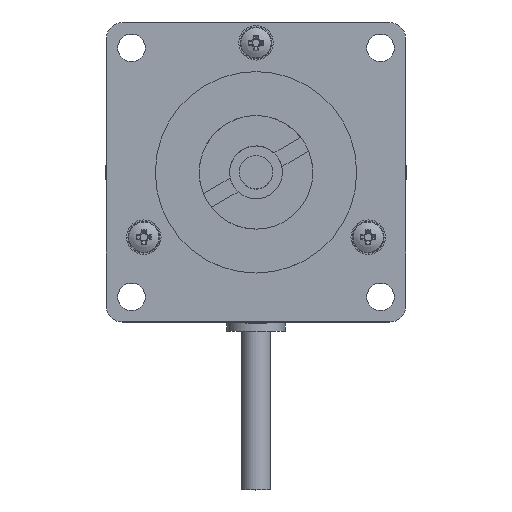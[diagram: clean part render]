
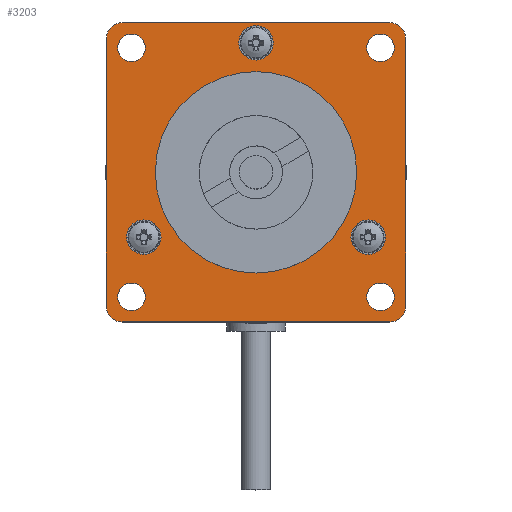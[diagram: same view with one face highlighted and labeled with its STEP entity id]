
A CAD part, top view. The second image highlights one B-rep face of the part: STEP entity #3203.
In plain terms, the highlighted planar face has unit normal (0, 0, 1).
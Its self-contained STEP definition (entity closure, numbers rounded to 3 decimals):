
#173=LINE('',#4928,#348);
#176=LINE('',#4936,#351);
#179=LINE('',#4944,#354);
#181=LINE('',#4950,#356);
#348=VECTOR('',#3952,10.);
#351=VECTOR('',#3961,10.);
#354=VECTOR('',#3970,10.);
#356=VECTOR('',#3978,10.);
#547=FACE_BOUND('',#793,.T.);
#548=FACE_BOUND('',#794,.T.);
#549=FACE_BOUND('',#795,.T.);
#550=FACE_BOUND('',#796,.T.);
#551=FACE_BOUND('',#797,.T.);
#552=FACE_BOUND('',#798,.T.);
#553=FACE_BOUND('',#799,.T.);
#554=FACE_BOUND('',#800,.T.);
#599=FACE_OUTER_BOUND('',#792,.T.);
#792=EDGE_LOOP('',(#2098,#2099,#2100,#2101,#2102,#2103,#2104,#2105));
#793=EDGE_LOOP('',(#2106,#2107));
#794=EDGE_LOOP('',(#2108,#2109));
#795=EDGE_LOOP('',(#2110,#2111));
#796=EDGE_LOOP('',(#2112));
#797=EDGE_LOOP('',(#2113));
#798=EDGE_LOOP('',(#2114));
#799=EDGE_LOOP('',(#2115));
#800=EDGE_LOOP('',(#2116));
#963=CIRCLE('',#3384,3.25);
#964=CIRCLE('',#3385,3.25);
#969=CIRCLE('',#3393,3.25);
#970=CIRCLE('',#3394,3.25);
#975=CIRCLE('',#3402,3.25);
#976=CIRCLE('',#3403,3.25);
#995=CIRCLE('',#3432,19.05);
#997=CIRCLE('',#3437,2.6);
#998=CIRCLE('',#3439,2.6);
#999=CIRCLE('',#3441,2.6);
#1000=CIRCLE('',#3443,2.6);
#1001=CIRCLE('',#3445,3.);
#1002=CIRCLE('',#3448,3.);
#1003=CIRCLE('',#3451,3.);
#1004=CIRCLE('',#3454,3.);
#1181=VERTEX_POINT('',#4795);
#1182=VERTEX_POINT('',#4796);
#1187=VERTEX_POINT('',#4812);
#1188=VERTEX_POINT('',#4813);
#1193=VERTEX_POINT('',#4829);
#1194=VERTEX_POINT('',#4830);
#1217=VERTEX_POINT('',#4895);
#1219=VERTEX_POINT('',#4904);
#1220=VERTEX_POINT('',#4908);
#1221=VERTEX_POINT('',#4912);
#1222=VERTEX_POINT('',#4916);
#1223=VERTEX_POINT('',#4920);
#1224=VERTEX_POINT('',#4922);
#1225=VERTEX_POINT('',#4926);
#1226=VERTEX_POINT('',#4930);
#1227=VERTEX_POINT('',#4934);
#1228=VERTEX_POINT('',#4938);
#1229=VERTEX_POINT('',#4942);
#1230=VERTEX_POINT('',#4946);
#1496=EDGE_CURVE('',#1181,#1182,#963,.T.);
#1497=EDGE_CURVE('',#1182,#1181,#964,.T.);
#1504=EDGE_CURVE('',#1187,#1188,#969,.T.);
#1505=EDGE_CURVE('',#1188,#1187,#970,.T.);
#1512=EDGE_CURVE('',#1193,#1194,#975,.T.);
#1513=EDGE_CURVE('',#1194,#1193,#976,.T.);
#1545=EDGE_CURVE('',#1217,#1217,#995,.T.);
#1548=EDGE_CURVE('',#1219,#1219,#997,.T.);
#1550=EDGE_CURVE('',#1220,#1220,#998,.T.);
#1552=EDGE_CURVE('',#1221,#1221,#999,.T.);
#1554=EDGE_CURVE('',#1222,#1222,#1000,.T.);
#1557=EDGE_CURVE('',#1223,#1224,#1001,.T.);
#1560=EDGE_CURVE('',#1225,#1223,#173,.T.);
#1562=EDGE_CURVE('',#1226,#1225,#1002,.T.);
#1564=EDGE_CURVE('',#1227,#1226,#176,.T.);
#1566=EDGE_CURVE('',#1228,#1227,#1003,.T.);
#1568=EDGE_CURVE('',#1229,#1228,#179,.T.);
#1570=EDGE_CURVE('',#1230,#1229,#1004,.T.);
#1571=EDGE_CURVE('',#1224,#1230,#181,.T.);
#2098=ORIENTED_EDGE('',*,*,#1571,.F.);
#2099=ORIENTED_EDGE('',*,*,#1557,.F.);
#2100=ORIENTED_EDGE('',*,*,#1560,.F.);
#2101=ORIENTED_EDGE('',*,*,#1562,.F.);
#2102=ORIENTED_EDGE('',*,*,#1564,.F.);
#2103=ORIENTED_EDGE('',*,*,#1566,.F.);
#2104=ORIENTED_EDGE('',*,*,#1568,.F.);
#2105=ORIENTED_EDGE('',*,*,#1570,.F.);
#2106=ORIENTED_EDGE('',*,*,#1496,.T.);
#2107=ORIENTED_EDGE('',*,*,#1497,.T.);
#2108=ORIENTED_EDGE('',*,*,#1504,.T.);
#2109=ORIENTED_EDGE('',*,*,#1505,.T.);
#2110=ORIENTED_EDGE('',*,*,#1512,.T.);
#2111=ORIENTED_EDGE('',*,*,#1513,.T.);
#2112=ORIENTED_EDGE('',*,*,#1545,.T.);
#2113=ORIENTED_EDGE('',*,*,#1548,.T.);
#2114=ORIENTED_EDGE('',*,*,#1550,.T.);
#2115=ORIENTED_EDGE('',*,*,#1552,.T.);
#2116=ORIENTED_EDGE('',*,*,#1554,.T.);
#2905=PLANE('',#3456);
#3203=ADVANCED_FACE('',(#599,#547,#548,#549,#550,#551,#552,#553,#554),#2905,
 .T.);
#3384=AXIS2_PLACEMENT_3D('',#4797,#3801,#3802);
#3385=AXIS2_PLACEMENT_3D('',#4798,#3803,#3804);
#3393=AXIS2_PLACEMENT_3D('',#4814,#3821,#3822);
#3394=AXIS2_PLACEMENT_3D('',#4815,#3823,#3824);
#3402=AXIS2_PLACEMENT_3D('',#4831,#3841,#3842);
#3403=AXIS2_PLACEMENT_3D('',#4832,#3843,#3844);
#3432=AXIS2_PLACEMENT_3D('',#4897,#3914,#3915);
#3437=AXIS2_PLACEMENT_3D('',#4905,#3925,#3926);
#3439=AXIS2_PLACEMENT_3D('',#4909,#3930,#3931);
#3441=AXIS2_PLACEMENT_3D('',#4913,#3935,#3936);
#3443=AXIS2_PLACEMENT_3D('',#4917,#3940,#3941);
#3445=AXIS2_PLACEMENT_3D('',#4923,#3946,#3947);
#3448=AXIS2_PLACEMENT_3D('',#4932,#3956,#3957);
#3451=AXIS2_PLACEMENT_3D('',#4940,#3965,#3966);
#3454=AXIS2_PLACEMENT_3D('',#4948,#3974,#3975);
#3456=AXIS2_PLACEMENT_3D('',#4951,#3979,#3980);
#3801=DIRECTION('center_axis',(0.,0.,-1.));
#3802=DIRECTION('ref_axis',(1.,0.,0.));
#3803=DIRECTION('center_axis',(0.,0.,-1.));
#3804=DIRECTION('ref_axis',(1.,0.,0.));
#3821=DIRECTION('center_axis',(0.,0.,-1.));
#3822=DIRECTION('ref_axis',(1.,0.,0.));
#3823=DIRECTION('center_axis',(0.,0.,-1.));
#3824=DIRECTION('ref_axis',(1.,0.,0.));
#3841=DIRECTION('center_axis',(0.,0.,-1.));
#3842=DIRECTION('ref_axis',(1.,0.,0.));
#3843=DIRECTION('center_axis',(0.,0.,-1.));
#3844=DIRECTION('ref_axis',(1.,0.,0.));
#3914=DIRECTION('center_axis',(0.,0.,-1.));
#3915=DIRECTION('ref_axis',(-1.,0.,0.));
#3925=DIRECTION('center_axis',(0.,0.,-1.));
#3926=DIRECTION('ref_axis',(-1.,0.,0.));
#3930=DIRECTION('center_axis',(0.,0.,-1.));
#3931=DIRECTION('ref_axis',(-1.,0.,0.));
#3935=DIRECTION('center_axis',(0.,0.,-1.));
#3936=DIRECTION('ref_axis',(-1.,0.,0.));
#3940=DIRECTION('center_axis',(0.,0.,-1.));
#3941=DIRECTION('ref_axis',(-1.,0.,0.));
#3946=DIRECTION('center_axis',(0.,0.,-1.));
#3947=DIRECTION('ref_axis',(0.,-1.,0.));
#3952=DIRECTION('',(0.,1.,0.));
#3956=DIRECTION('center_axis',(0.,0.,-1.));
#3957=DIRECTION('ref_axis',(1.,0.,0.));
#3961=DIRECTION('',(-1.,0.,0.));
#3965=DIRECTION('center_axis',(0.,0.,-1.));
#3966=DIRECTION('ref_axis',(0.,1.,0.));
#3970=DIRECTION('',(0.,-1.,0.));
#3974=DIRECTION('center_axis',(0.,0.,-1.));
#3975=DIRECTION('ref_axis',(-1.,0.,0.));
#3978=DIRECTION('',(1.,0.,0.));
#3979=DIRECTION('center_axis',(0.,0.,1.));
#3980=DIRECTION('ref_axis',(1.,0.,0.));
#4795=CARTESIAN_POINT('',(24.468,-12.25,0.));
#4796=CARTESIAN_POINT('',(17.968,-12.25,0.));
#4797=CARTESIAN_POINT('Origin',(21.218,-12.25,0.));
#4798=CARTESIAN_POINT('Origin',(21.218,-12.25,0.));
#4812=CARTESIAN_POINT('',(-17.968,-12.25,0.));
#4813=CARTESIAN_POINT('',(-24.468,-12.25,0.));
#4814=CARTESIAN_POINT('Origin',(-21.218,-12.25,0.));
#4815=CARTESIAN_POINT('Origin',(-21.218,-12.25,0.));
#4829=CARTESIAN_POINT('',(3.25,24.5,0.));
#4830=CARTESIAN_POINT('',(-3.25,24.5,0.));
#4831=CARTESIAN_POINT('Origin',(0.,24.5,0.));
#4832=CARTESIAN_POINT('Origin',(0.,24.5,0.));
#4895=CARTESIAN_POINT('',(19.05,0.,0.));
#4897=CARTESIAN_POINT('Origin',(0.,0.,0.));
#4904=CARTESIAN_POINT('',(26.15,-23.55,0.));
#4905=CARTESIAN_POINT('Origin',(23.55,-23.55,0.));
#4908=CARTESIAN_POINT('',(26.15,23.55,0.));
#4909=CARTESIAN_POINT('Origin',(23.55,23.55,0.));
#4912=CARTESIAN_POINT('',(-20.95,23.55,0.));
#4913=CARTESIAN_POINT('Origin',(-23.55,23.55,0.));
#4916=CARTESIAN_POINT('',(-20.95,-23.55,0.));
#4917=CARTESIAN_POINT('Origin',(-23.55,-23.55,0.));
#4920=CARTESIAN_POINT('',(-28.3,25.3,0.));
#4922=CARTESIAN_POINT('',(-25.3,28.3,0.));
#4923=CARTESIAN_POINT('Origin',(-25.3,25.3,0.));
#4926=CARTESIAN_POINT('',(-28.3,-25.3,0.));
#4928=CARTESIAN_POINT('',(-28.3,-25.3,0.));
#4930=CARTESIAN_POINT('',(-25.3,-28.3,0.));
#4932=CARTESIAN_POINT('Origin',(-25.3,-25.3,0.));
#4934=CARTESIAN_POINT('',(25.3,-28.3,0.));
#4936=CARTESIAN_POINT('',(25.3,-28.3,0.));
#4938=CARTESIAN_POINT('',(28.3,-25.3,0.));
#4940=CARTESIAN_POINT('Origin',(25.3,-25.3,0.));
#4942=CARTESIAN_POINT('',(28.3,25.3,0.));
#4944=CARTESIAN_POINT('',(28.3,25.3,0.));
#4946=CARTESIAN_POINT('',(25.3,28.3,0.));
#4948=CARTESIAN_POINT('Origin',(25.3,25.3,0.));
#4950=CARTESIAN_POINT('',(-25.3,28.3,0.));
#4951=CARTESIAN_POINT('Origin',(0.,0.,
0.));
